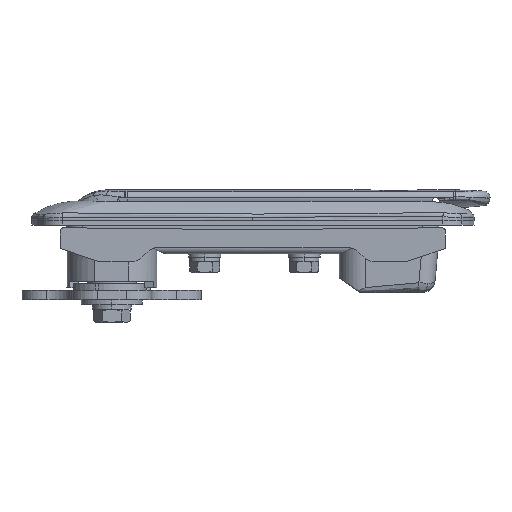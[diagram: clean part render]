
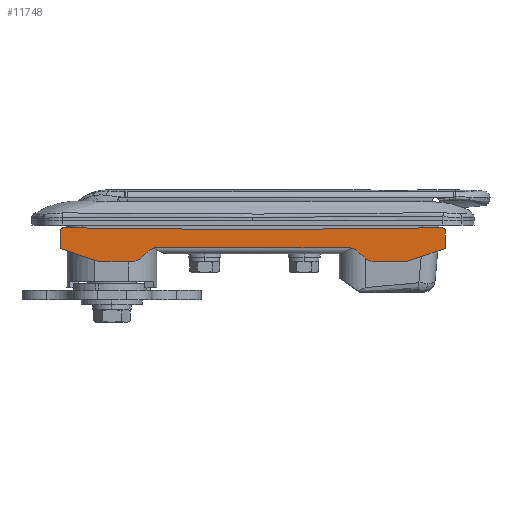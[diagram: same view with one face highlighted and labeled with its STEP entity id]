
A CAD part, left-side view. The second image highlights one B-rep face of the part: STEP entity #11748.
In plain terms, the highlighted face is planar.
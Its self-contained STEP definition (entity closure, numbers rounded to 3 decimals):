
#50 = ORIENTED_EDGE ( 'NONE', *, *, #6775, .T. ) ;
#159 = LINE ( 'NONE', #12106, #20692 ) ;
#234 = EDGE_CURVE ( 'NONE', #22998, #6778, #9514, .T. ) ;
#315 = DIRECTION ( 'NONE',  ( 0., 0., 1. ) ) ;
#517 = CARTESIAN_POINT ( 'NONE',  ( 15.25, 0., -3607.7 ) ) ;
#608 = CARTESIAN_POINT ( 'NONE',  ( 15.25, 59., -7.183 ) ) ;
#668 = EDGE_CURVE ( 'NONE', #7463, #16569, #3943, .T. ) ;
#690 = CIRCLE ( 'NONE', #1104, 5. ) ;
#918 = CARTESIAN_POINT ( 'NONE',  ( 15.25, -60., -1.7 ) ) ;
#1085 = ORIENTED_EDGE ( 'NONE', *, *, #1191, .T. ) ;
#1104 = AXIS2_PLACEMENT_3D ( 'NONE', #5442, #1146, #20556 ) ;
#1146 = DIRECTION ( 'NONE',  ( -1., 0., 0. ) ) ;
#1191 = EDGE_CURVE ( 'NONE', #16569, #3017, #16703, .T. ) ;
#1202 = CARTESIAN_POINT ( 'NONE',  ( 15.25, -37.971, -2.6 ) ) ;
#1450 = VERTEX_POINT ( 'NONE', #24256 ) ;
#2123 = VERTEX_POINT ( 'NONE', #5832 ) ;
#2508 = DIRECTION ( 'NONE',  ( 0., 0., 1. ) ) ;
#2600 = CARTESIAN_POINT ( 'NONE',  ( 15.25, 60., -1.7 ) ) ;
#2637 = VECTOR ( 'NONE', #22545, 1000. ) ;
#2674 = EDGE_CURVE ( 'NONE', #3890, #8133, #3090, .T. ) ;
#2849 = ORIENTED_EDGE ( 'NONE', *, *, #12627, .T. ) ;
#3017 = VERTEX_POINT ( 'NONE', #21259 ) ;
#3022 = ORIENTED_EDGE ( 'NONE', *, *, #7516, .T. ) ;
#3090 = CIRCLE ( 'NONE', #17538, 1. ) ;
#3588 = CARTESIAN_POINT ( 'NONE',  ( 15.25, 48., 2.4 ) ) ;
#3670 = DIRECTION ( 'NONE',  ( 0., 0., 1. ) ) ;
#3762 = EDGE_CURVE ( 'NONE', #10016, #7463, #690, .T. ) ;
#3776 = CARTESIAN_POINT ( 'NONE',  ( 15.25, -34.436, 0.936 ) ) ;
#3890 = VERTEX_POINT ( 'NONE', #10394 ) ;
#3943 = LINE ( 'NONE', #24601, #18294 ) ;
#4160 = DIRECTION ( 'NONE',  ( 0., -0.946, -0.323 ) ) ;
#5050 = CARTESIAN_POINT ( 'NONE',  ( 15.25, -59., -7.183 ) ) ;
#5154 = ORIENTED_EDGE ( 'NONE', *, *, #6616, .T. ) ;
#5291 = DIRECTION ( 'NONE',  ( 0., -0.707, -0.707 ) ) ;
#5442 = CARTESIAN_POINT ( 'NONE',  ( 15.25, 29.429, 3. ) ) ;
#5533 = LINE ( 'NONE', #14954, #21246 ) ;
#5541 = VECTOR ( 'NONE', #4160, 1000. ) ;
#5832 = CARTESIAN_POINT ( 'NONE',  ( 15.25, -48., 2.4 ) ) ;
#6616 = EDGE_CURVE ( 'NONE', #8133, #8852, #18003, .T. ) ;
#6775 = EDGE_CURVE ( 'NONE', #19001, #3890, #23135, .T. ) ;
#6778 = VERTEX_POINT ( 'NONE', #15347 ) ;
#6783 = ORIENTED_EDGE ( 'NONE', *, *, #23765, .T. ) ;
#6836 = CARTESIAN_POINT ( 'NONE',  ( 15.25, 48., 2.4 ) ) ;
#7366 = CARTESIAN_POINT ( 'NONE',  ( 15.25, 34.436, 0.936 ) ) ;
#7463 = VERTEX_POINT ( 'NONE', #18244 ) ;
#7481 = DIRECTION ( 'NONE',  ( 0., -0.707, 0.707 ) ) ;
#7516 = EDGE_CURVE ( 'NONE', #6778, #17893, #24425, .T. ) ;
#7614 = EDGE_LOOP ( 'NONE', ( #2849, #50, #20271, #5154, #19370, #23636, #18332, #17334, #20469, #19146, #1085, #23587, #6783, #15896, #16505, #21500, #3022 ) ) ;
#7984 = CIRCLE ( 'NONE', #14377, 5. ) ;
#8063 = CARTESIAN_POINT ( 'NONE',  ( 15.25, 0., -3607.7 ) ) ;
#8133 = VERTEX_POINT ( 'NONE', #8900 ) ;
#8500 = EDGE_CURVE ( 'NONE', #1450, #9383, #7984, .T. ) ;
#8724 = EDGE_CURVE ( 'NONE', #9383, #10016, #5533, .T. ) ;
#8734 = CARTESIAN_POINT ( 'NONE',  ( 15.25, -29.429, -2. ) ) ;
#8852 = VERTEX_POINT ( 'NONE', #2600 ) ;
#8900 = CARTESIAN_POINT ( 'NONE',  ( 15.25, 60., -7.183 ) ) ;
#8993 = CARTESIAN_POINT ( 'NONE',  ( 15.25, -31.5, -2. ) ) ;
#9278 = EDGE_CURVE ( 'NONE', #3017, #23346, #12751, .T. ) ;
#9383 = VERTEX_POINT ( 'NONE', #7366 ) ;
#9514 = LINE ( 'NONE', #11761, #16661 ) ;
#9546 = AXIS2_PLACEMENT_3D ( 'NONE', #5050, #12706, #11086 ) ;
#9766 = CARTESIAN_POINT ( 'NONE',  ( 15.25, 37.971, -2.6 ) ) ;
#10016 = VERTEX_POINT ( 'NONE', #17368 ) ;
#10394 = CARTESIAN_POINT ( 'NONE',  ( 15.25, 58.984, -8.183 ) ) ;
#10586 = CARTESIAN_POINT ( 'NONE',  ( 15.25, 60., -1.7 ) ) ;
#11086 = DIRECTION ( 'NONE',  ( 0., 0., 1. ) ) ;
#11539 = CARTESIAN_POINT ( 'NONE',  ( 15.25, -37.971, 2.4 ) ) ;
#11748 = ADVANCED_FACE ( 'NONE', ( #19415 ), #20825, .F. ) ;
#11761 = CARTESIAN_POINT ( 'NONE',  ( 15.25, -60., -1.7 ) ) ;
#12106 = CARTESIAN_POINT ( 'NONE',  ( 15.25, 35.9, 2.4 ) ) ;
#12310 = CARTESIAN_POINT ( 'NONE',  ( 15.25, -48., 2.4 ) ) ;
#12338 = DIRECTION ( 'NONE',  ( 0., 0., 1. ) ) ;
#12404 = DIRECTION ( 'NONE',  ( 0., 0., 1. ) ) ;
#12627 = EDGE_CURVE ( 'NONE', #17893, #19001, #19742, .T. ) ;
#12670 = AXIS2_PLACEMENT_3D ( 'NONE', #23165, #13211, #13447 ) ;
#12693 = LINE ( 'NONE', #20395, #2637 ) ;
#12706 = DIRECTION ( 'NONE',  ( 1., 0., 0. ) ) ;
#12749 = CARTESIAN_POINT ( 'NONE',  ( 15.25, 0., -7.7 ) ) ;
#12751 = LINE ( 'NONE', #8993, #16828 ) ;
#13151 = EDGE_CURVE ( 'NONE', #8852, #22007, #22477, .T. ) ;
#13211 = DIRECTION ( 'NONE',  ( -1., 0., 0. ) ) ;
#13447 = DIRECTION ( 'NONE',  ( 0., 0., 1. ) ) ;
#13610 = DIRECTION ( 'NONE',  ( -1., 0., 0. ) ) ;
#14043 = VERTEX_POINT ( 'NONE', #11539 ) ;
#14377 = AXIS2_PLACEMENT_3D ( 'NONE', #9766, #15658, #315 ) ;
#14954 = CARTESIAN_POINT ( 'NONE',  ( 15.25, 31.5, -2. ) ) ;
#15347 = CARTESIAN_POINT ( 'NONE',  ( 15.25, -60., -7.183 ) ) ;
#15658 = DIRECTION ( 'NONE',  ( 1., 0., 0. ) ) ;
#15754 = DIRECTION ( 'NONE',  ( 0., -1., 0. ) ) ;
#15855 = DIRECTION ( 'NONE',  ( -1., 0., 0. ) ) ;
#15878 = AXIS2_PLACEMENT_3D ( 'NONE', #8063, #23297, #17480 ) ;
#15896 = ORIENTED_EDGE ( 'NONE', *, *, #21044, .T. ) ;
#16505 = ORIENTED_EDGE ( 'NONE', *, *, #23108, .T. ) ;
#16548 = DIRECTION ( 'NONE',  ( 1., 0., 0. ) ) ;
#16569 = VERTEX_POINT ( 'NONE', #8734 ) ;
#16661 = VECTOR ( 'NONE', #23227, 1000. ) ;
#16703 = CIRCLE ( 'NONE', #12670, 5. ) ;
#16817 = CIRCLE ( 'NONE', #24058, 5. ) ;
#16828 = VECTOR ( 'NONE', #7481, 1000. ) ;
#16904 = CARTESIAN_POINT ( 'NONE',  ( 15.25, 0., 0. ) ) ;
#17334 = ORIENTED_EDGE ( 'NONE', *, *, #8724, .T. ) ;
#17368 = CARTESIAN_POINT ( 'NONE',  ( 15.25, 32.964, -0.536 ) ) ;
#17480 = DIRECTION ( 'NONE',  ( 0., 0., 1. ) ) ;
#17538 = AXIS2_PLACEMENT_3D ( 'NONE', #608, #19762, #2508 ) ;
#17893 = VERTEX_POINT ( 'NONE', #18931 ) ;
#18003 = LINE ( 'NONE', #10586, #18295 ) ;
#18244 = CARTESIAN_POINT ( 'NONE',  ( 15.25, 29.429, -2. ) ) ;
#18294 = VECTOR ( 'NONE', #22709, 1000. ) ;
#18295 = VECTOR ( 'NONE', #3670, 1000. ) ;
#18332 = ORIENTED_EDGE ( 'NONE', *, *, #8500, .T. ) ;
#18931 = CARTESIAN_POINT ( 'NONE',  ( 15.25, -58.984, -8.183 ) ) ;
#18941 = AXIS2_PLACEMENT_3D ( 'NONE', #517, #15855, #12338 ) ;
#19001 = VERTEX_POINT ( 'NONE', #12749 ) ;
#19146 = ORIENTED_EDGE ( 'NONE', *, *, #668, .T. ) ;
#19273 = EDGE_CURVE ( 'NONE', #22007, #1450, #159, .T. ) ;
#19370 = ORIENTED_EDGE ( 'NONE', *, *, #13151, .T. ) ;
#19415 = FACE_OUTER_BOUND ( 'NONE', #7614, .T. ) ;
#19742 = CIRCLE ( 'NONE', #18941, 3600. ) ;
#19762 = DIRECTION ( 'NONE',  ( 1., 0., 0. ) ) ;
#20271 = ORIENTED_EDGE ( 'NONE', *, *, #2674, .T. ) ;
#20395 = CARTESIAN_POINT ( 'NONE',  ( 15.25, -35.9, 2.4 ) ) ;
#20469 = ORIENTED_EDGE ( 'NONE', *, *, #3762, .T. ) ;
#20556 = DIRECTION ( 'NONE',  ( 0., 0., 1. ) ) ;
#20692 = VECTOR ( 'NONE', #15754, 1000. ) ;
#20825 = PLANE ( 'NONE',  #20945 ) ;
#20841 = DIRECTION ( 'NONE',  ( 0., -0.946, 0.323 ) ) ;
#20945 = AXIS2_PLACEMENT_3D ( 'NONE', #16904, #13610, #21311 ) ;
#21044 = EDGE_CURVE ( 'NONE', #14043, #2123, #12693, .T. ) ;
#21246 = VECTOR ( 'NONE', #5291, 1000. ) ;
#21259 = CARTESIAN_POINT ( 'NONE',  ( 15.25, -32.964, -0.536 ) ) ;
#21311 = DIRECTION ( 'NONE',  ( 0., 0., 1. ) ) ;
#21367 = VECTOR ( 'NONE', #20841, 1000. ) ;
#21500 = ORIENTED_EDGE ( 'NONE', *, *, #234, .T. ) ;
#21639 = LINE ( 'NONE', #12310, #5541 ) ;
#22007 = VERTEX_POINT ( 'NONE', #6836 ) ;
#22477 = LINE ( 'NONE', #3588, #21367 ) ;
#22545 = DIRECTION ( 'NONE',  ( 0., -1., 0. ) ) ;
#22709 = DIRECTION ( 'NONE',  ( 0., -1., 0. ) ) ;
#22998 = VERTEX_POINT ( 'NONE', #918 ) ;
#23108 = EDGE_CURVE ( 'NONE', #2123, #22998, #21639, .T. ) ;
#23135 = CIRCLE ( 'NONE', #15878, 3600. ) ;
#23165 = CARTESIAN_POINT ( 'NONE',  ( 15.25, -29.429, 3. ) ) ;
#23227 = DIRECTION ( 'NONE',  ( 0., 0., -1. ) ) ;
#23297 = DIRECTION ( 'NONE',  ( -1., 0., 0. ) ) ;
#23346 = VERTEX_POINT ( 'NONE', #3776 ) ;
#23587 = ORIENTED_EDGE ( 'NONE', *, *, #9278, .T. ) ;
#23636 = ORIENTED_EDGE ( 'NONE', *, *, #19273, .T. ) ;
#23765 = EDGE_CURVE ( 'NONE', #23346, #14043, #16817, .T. ) ;
#24058 = AXIS2_PLACEMENT_3D ( 'NONE', #1202, #16548, #12404 ) ;
#24256 = CARTESIAN_POINT ( 'NONE',  ( 15.25, 37.971, 2.4 ) ) ;
#24425 = CIRCLE ( 'NONE', #9546, 1. ) ;
#24601 = CARTESIAN_POINT ( 'NONE',  ( 15.25, 0., -2. ) ) ;
